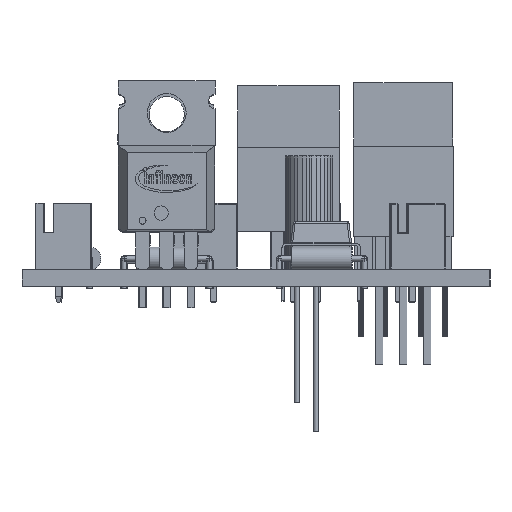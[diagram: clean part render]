
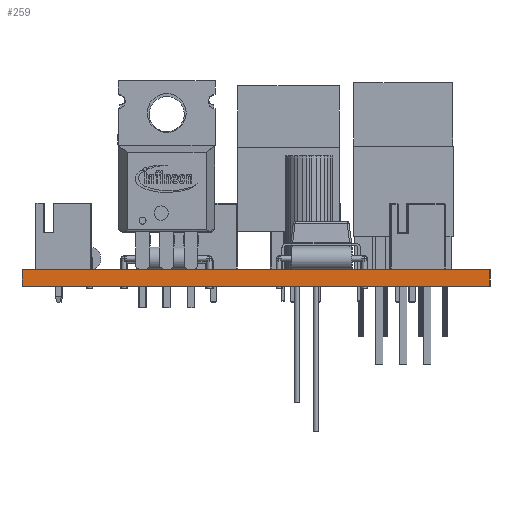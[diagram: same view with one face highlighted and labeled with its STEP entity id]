
A CAD part, left-side view. The second image highlights one B-rep face of the part: STEP entity #259.
In plain terms, the highlighted planar face has unit normal (-1, 0, 0).
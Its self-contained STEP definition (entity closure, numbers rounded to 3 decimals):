
#161 = EDGE_CURVE('',#162,#164,#166,.T.);
#162 = VERTEX_POINT('',#163);
#163 = CARTESIAN_POINT('',(-0.204,-0.254,0.));
#164 = VERTEX_POINT('',#165);
#165 = CARTESIAN_POINT('',(-0.204,-0.254,1.691));
#166 = LINE('',#167,#168);
#167 = CARTESIAN_POINT('',(-0.204,-0.254,0.));
#168 = VECTOR('',#169,1.);
#169 = DIRECTION('',(0.,0.,1.));
#234 = VERTEX_POINT('',#235);
#235 = CARTESIAN_POINT('',(-0.204,49.022,1.691));
#241 = EDGE_CURVE('',#242,#234,#244,.T.);
#242 = VERTEX_POINT('',#243);
#243 = CARTESIAN_POINT('',(-0.204,49.022,0.));
#244 = LINE('',#245,#246);
#245 = CARTESIAN_POINT('',(-0.204,49.022,0.));
#246 = VECTOR('',#247,1.);
#247 = DIRECTION('',(0.,0.,1.));
#259 = ADVANCED_FACE('',(#260),#276,.F.);
#260 = FACE_BOUND('',#261,.F.);
#261 = EDGE_LOOP('',(#262,#263,#269,#270));
#262 = ORIENTED_EDGE('',*,*,#241,.T.);
#263 = ORIENTED_EDGE('',*,*,#264,.T.);
#264 = EDGE_CURVE('',#234,#164,#265,.T.);
#265 = LINE('',#266,#267);
#266 = CARTESIAN_POINT('',(-0.204,49.022,1.691));
#267 = VECTOR('',#268,1.);
#268 = DIRECTION('',(0.,-1.,0.));
#269 = ORIENTED_EDGE('',*,*,#161,.F.);
#270 = ORIENTED_EDGE('',*,*,#271,.F.);
#271 = EDGE_CURVE('',#242,#162,#272,.T.);
#272 = LINE('',#273,#274);
#273 = CARTESIAN_POINT('',(-0.204,49.022,0.));
#274 = VECTOR('',#275,1.);
#275 = DIRECTION('',(0.,-1.,0.));
#276 = PLANE('',#277);
#277 = AXIS2_PLACEMENT_3D('',#278,#279,#280);
#278 = CARTESIAN_POINT('',(-0.204,49.022,0.));
#279 = DIRECTION('',(1.,0.,-0.));
#280 = DIRECTION('',(0.,-1.,0.));
